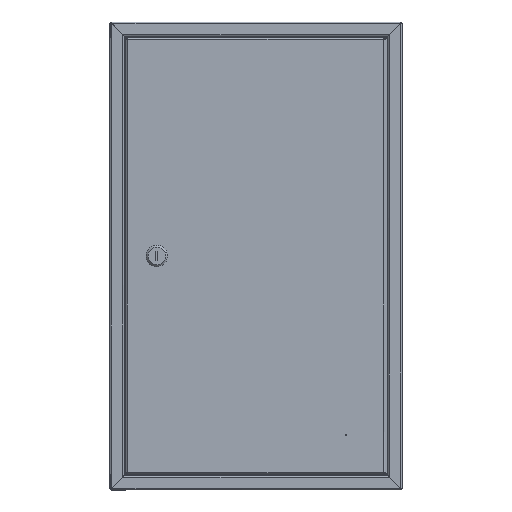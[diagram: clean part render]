
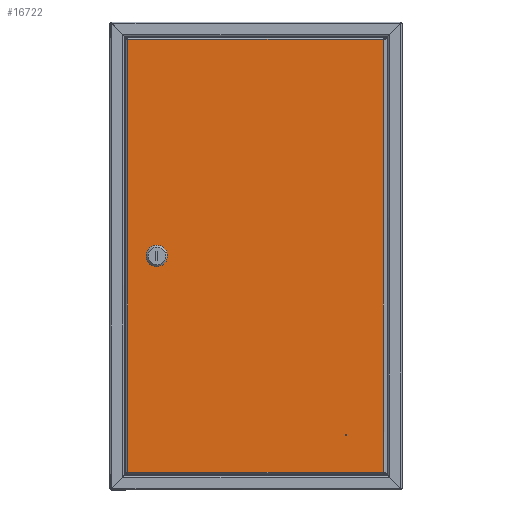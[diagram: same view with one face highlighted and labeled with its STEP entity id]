
A CAD part, top view. The second image highlights one B-rep face of the part: STEP entity #16722.
In plain terms, the highlighted planar face has unit normal (0, 0, 1).
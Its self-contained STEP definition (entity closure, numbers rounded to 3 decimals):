
#270 = CARTESIAN_POINT ( 'NONE',  ( -216.728, 251.037, 0. ) ) ;
#385 = CARTESIAN_POINT ( 'NONE',  ( 45.772, -193.163, 0. ) ) ;
#576 = DIRECTION ( 'NONE',  ( 1., 0., 0. ) ) ;
#823 = AXIS2_PLACEMENT_3D ( 'NONE', #7178, #15679, #2991 ) ;
#847 = DIRECTION ( 'NONE',  ( 0., 0., 1. ) ) ;
#917 = FACE_OUTER_BOUND ( 'NONE', #2783, .T. ) ;
#1279 = VERTEX_POINT ( 'NONE', #2191 ) ;
#2033 = DIRECTION ( 'NONE',  ( 0., 1., 0. ) ) ;
#2191 = CARTESIAN_POINT ( 'NONE',  ( -178.228, 32.586, 0. ) ) ;
#2643 = CIRCLE ( 'NONE', #18191, 9.25 ) ;
#2696 = CIRCLE ( 'NONE', #4475, 9.25 ) ;
#2783 = EDGE_LOOP ( 'NONE', ( #26691, #14437, #18521, #21208 ) ) ;
#2991 = DIRECTION ( 'NONE',  ( 1., 0., 0. ) ) ;
#3015 = FACE_BOUND ( 'NONE', #12301, .T. ) ;
#3082 = DIRECTION ( 'NONE',  ( 1., 0., 0. ) ) ;
#3119 = CARTESIAN_POINT ( 'NONE',  ( -216.728, -193.163, 0. ) ) ;
#3525 = DIRECTION ( 'NONE',  ( 1., 0., 0. ) ) ;
#3559 = CARTESIAN_POINT ( 'NONE',  ( -216.728, -193.163, 0. ) ) ;
#4475 = AXIS2_PLACEMENT_3D ( 'NONE', #7563, #16076, #3525 ) ;
#5898 = LINE ( 'NONE', #20665, #11908 ) ;
#6961 = EDGE_CURVE ( 'NONE', #15308, #24204, #21307, .T. ) ;
#7178 = CARTESIAN_POINT ( 'NONE',  ( 7.372, -154.763, 0. ) ) ;
#7246 = VERTEX_POINT ( 'NONE', #15188 ) ;
#7356 = EDGE_CURVE ( 'NONE', #17906, #1279, #26845, .T. ) ;
#7540 = VECTOR ( 'NONE', #20141, 1000. ) ;
#7563 = CARTESIAN_POINT ( 'NONE',  ( -186.728, 28.937, 0. ) ) ;
#7618 = EDGE_CURVE ( 'NONE', #20385, #7246, #24424, .T. ) ;
#7728 = DIRECTION ( 'NONE',  ( 1., 0., 0. ) ) ;
#8414 = ORIENTED_EDGE ( 'NONE', *, *, #8736, .F. ) ;
#8736 = EDGE_CURVE ( 'NONE', #27203, #17906, #2643, .T. ) ;
#8897 = AXIS2_PLACEMENT_3D ( 'NONE', #14439, #10089, #7728 ) ;
#9139 = ORIENTED_EDGE ( 'NONE', *, *, #7356, .F. ) ;
#9560 = CARTESIAN_POINT ( 'NONE',  ( -195.228, 32.586, 0. ) ) ;
#9566 = CARTESIAN_POINT ( 'NONE',  ( 45.772, 251.037, 0. ) ) ;
#9636 = DIRECTION ( 'NONE',  ( -1., 0., 0. ) ) ;
#9662 = ORIENTED_EDGE ( 'NONE', *, *, #14673, .F. ) ;
#9820 = DIRECTION ( 'NONE',  ( 1., 0., 0. ) ) ;
#9924 = VECTOR ( 'NONE', #576, 1000. ) ;
#10089 = DIRECTION ( 'NONE',  ( 0., 0., 1. ) ) ;
#10101 = CARTESIAN_POINT ( 'NONE',  ( 45.772, 251.037, 0. ) ) ;
#10494 = EDGE_LOOP ( 'NONE', ( #19380, #20498 ) ) ;
#11856 = CARTESIAN_POINT ( 'NONE',  ( -195.228, 25.288, 0. ) ) ;
#11908 = VECTOR ( 'NONE', #9636, 1000. ) ;
#12301 = EDGE_LOOP ( 'NONE', ( #8414, #15365, #9662, #9139 ) ) ;
#14297 = EDGE_CURVE ( 'NONE', #7246, #20385, #24931, .T. ) ;
#14437 = ORIENTED_EDGE ( 'NONE', *, *, #23731, .T. ) ;
#14439 = CARTESIAN_POINT ( 'NONE',  ( 7.372, -154.763, 0. ) ) ;
#14465 = VERTEX_POINT ( 'NONE', #3119 ) ;
#14673 = EDGE_CURVE ( 'NONE', #1279, #21205, #2696, .T. ) ;
#15188 = CARTESIAN_POINT ( 'NONE',  ( 7.872, -154.763, 0. ) ) ;
#15308 = VERTEX_POINT ( 'NONE', #385 ) ;
#15365 = ORIENTED_EDGE ( 'NONE', *, *, #22379, .F. ) ;
#15506 = LINE ( 'NONE', #19676, #9924 ) ;
#15679 = DIRECTION ( 'NONE',  ( 0., 0., 1. ) ) ;
#15731 = CARTESIAN_POINT ( 'NONE',  ( -178.228, 25.288, 0. ) ) ;
#15964 = LINE ( 'NONE', #270, #7540 ) ;
#15988 = LINE ( 'NONE', #9560, #18358 ) ;
#16076 = DIRECTION ( 'NONE',  ( 0., 0., 1. ) ) ;
#16516 = DIRECTION ( 'NONE',  ( 0., 0., 1. ) ) ;
#16637 = EDGE_CURVE ( 'NONE', #19156, #14465, #15964, .T. ) ;
#16722 = ADVANCED_FACE ( 'NONE', ( #22114, #3015, #917 ), #17917, .T. ) ;
#17906 = VERTEX_POINT ( 'NONE', #15731 ) ;
#17917 = PLANE ( 'NONE',  #24504 ) ;
#18191 = AXIS2_PLACEMENT_3D ( 'NONE', #26109, #847, #3082 ) ;
#18358 = VECTOR ( 'NONE', #26857, 1000. ) ;
#18521 = ORIENTED_EDGE ( 'NONE', *, *, #6961, .T. ) ;
#18640 = CARTESIAN_POINT ( 'NONE',  ( -216.728, 251.037, 0. ) ) ;
#19156 = VERTEX_POINT ( 'NONE', #18640 ) ;
#19380 = ORIENTED_EDGE ( 'NONE', *, *, #14297, .F. ) ;
#19676 = CARTESIAN_POINT ( 'NONE',  ( -216.728, -193.163, 0. ) ) ;
#19788 = EDGE_CURVE ( 'NONE', #24204, #19156, #5898, .T. ) ;
#20141 = DIRECTION ( 'NONE',  ( 0., -1., 0. ) ) ;
#20385 = VERTEX_POINT ( 'NONE', #21773 ) ;
#20498 = ORIENTED_EDGE ( 'NONE', *, *, #7618, .F. ) ;
#20665 = CARTESIAN_POINT ( 'NONE',  ( -216.728, 251.037, 0. ) ) ;
#21205 = VERTEX_POINT ( 'NONE', #26526 ) ;
#21208 = ORIENTED_EDGE ( 'NONE', *, *, #19788, .T. ) ;
#21307 = LINE ( 'NONE', #10101, #23055 ) ;
#21773 = CARTESIAN_POINT ( 'NONE',  ( 6.872, -154.763, 0. ) ) ;
#22114 = FACE_BOUND ( 'NONE', #10494, .T. ) ;
#22264 = CARTESIAN_POINT ( 'NONE',  ( -178.228, 32.586, 0. ) ) ;
#22379 = EDGE_CURVE ( 'NONE', #21205, #27203, #15988, .T. ) ;
#23055 = VECTOR ( 'NONE', #25085, 1000. ) ;
#23731 = EDGE_CURVE ( 'NONE', #14465, #15308, #15506, .T. ) ;
#24204 = VERTEX_POINT ( 'NONE', #9566 ) ;
#24424 = CIRCLE ( 'NONE', #823, 0.5 ) ;
#24504 = AXIS2_PLACEMENT_3D ( 'NONE', #3559, #16516, #9820 ) ;
#24931 = CIRCLE ( 'NONE', #8897, 0.5 ) ;
#25085 = DIRECTION ( 'NONE',  ( 0., 1., 0. ) ) ;
#26109 = CARTESIAN_POINT ( 'NONE',  ( -186.728, 28.937, 0. ) ) ;
#26526 = CARTESIAN_POINT ( 'NONE',  ( -195.228, 32.586, 0. ) ) ;
#26691 = ORIENTED_EDGE ( 'NONE', *, *, #16637, .T. ) ;
#26845 = LINE ( 'NONE', #22264, #27051 ) ;
#26857 = DIRECTION ( 'NONE',  ( 0., -1., 0. ) ) ;
#27051 = VECTOR ( 'NONE', #2033, 1000. ) ;
#27203 = VERTEX_POINT ( 'NONE', #11856 ) ;
